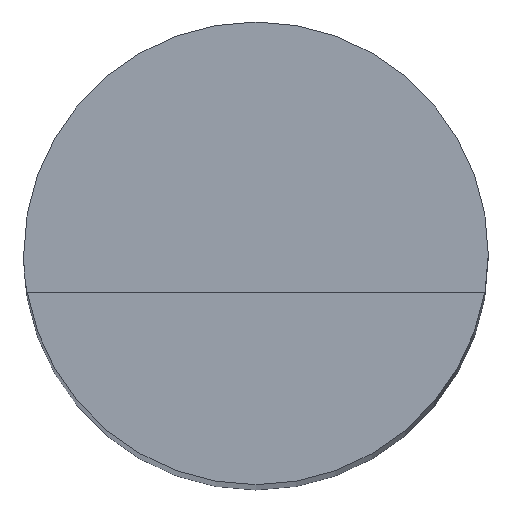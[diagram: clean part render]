
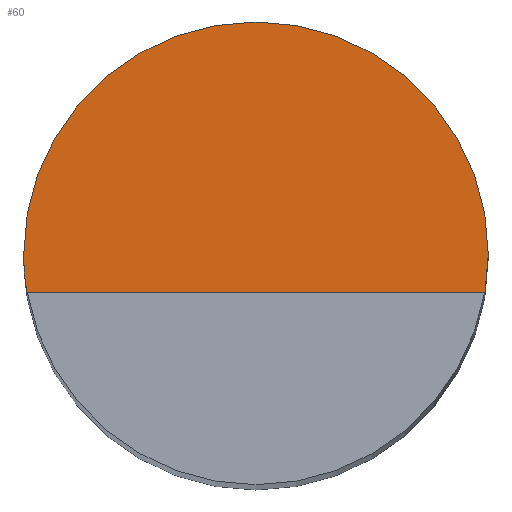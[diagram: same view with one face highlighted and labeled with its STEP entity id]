
A CAD part, top view. The second image highlights one B-rep face of the part: STEP entity #60.
In plain terms, the highlighted planar face has unit normal (0, 0, 1).
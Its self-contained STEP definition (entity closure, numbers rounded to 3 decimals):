
#27=CARTESIAN_POINT('',(0.,0.,11.2));
#28=DIRECTION('',(0.,0.,1.));
#29=DIRECTION('',(1.,0.,0.));
#30=AXIS2_PLACEMENT_3D('',#27,#28,#29);
#31=PLANE('',#30);
#32=CARTESIAN_POINT('',(1.329,-0.234,11.2));
#33=VERTEX_POINT('',#32);
#34=CARTESIAN_POINT('',(-1.35,0.,11.2));
#35=VERTEX_POINT('',#34);
#36=CARTESIAN_POINT('',(0.,0.,11.2));
#37=DIRECTION('',(0.,0.,1.));
#38=DIRECTION('',(1.,0.,-0.));
#39=AXIS2_PLACEMENT_3D('',#36,#37,#38);
#40=CIRCLE('',#39,1.35);
#41=EDGE_CURVE('',#33,#35,#40,.T.);
#42=ORIENTED_EDGE('',*,*,#41,.T.);
#43=CARTESIAN_POINT('',(-1.329,-0.234,11.2));
#44=VERTEX_POINT('',#43);
#45=CARTESIAN_POINT('',(0.,0.,11.2));
#46=DIRECTION('',(0.,0.,1.));
#47=DIRECTION('',(1.,0.,-0.));
#48=AXIS2_PLACEMENT_3D('',#45,#46,#47);
#49=CIRCLE('',#48,1.35);
#50=EDGE_CURVE('',#35,#44,#49,.T.);
#51=ORIENTED_EDGE('',*,*,#50,.T.);
#52=CARTESIAN_POINT('',(-1.329,-0.234,11.2));
#53=DIRECTION('',(1.,0.,-0.));
#54=VECTOR('',#53,2.659);
#55=LINE('',#52,#54);
#56=EDGE_CURVE('',#44,#33,#55,.T.);
#57=ORIENTED_EDGE('',*,*,#56,.T.);
#58=EDGE_LOOP('',(#42,#51,#57));
#59=FACE_BOUND('',#58,.T.);
#60=ADVANCED_FACE('',(#59),#31,.T.);
